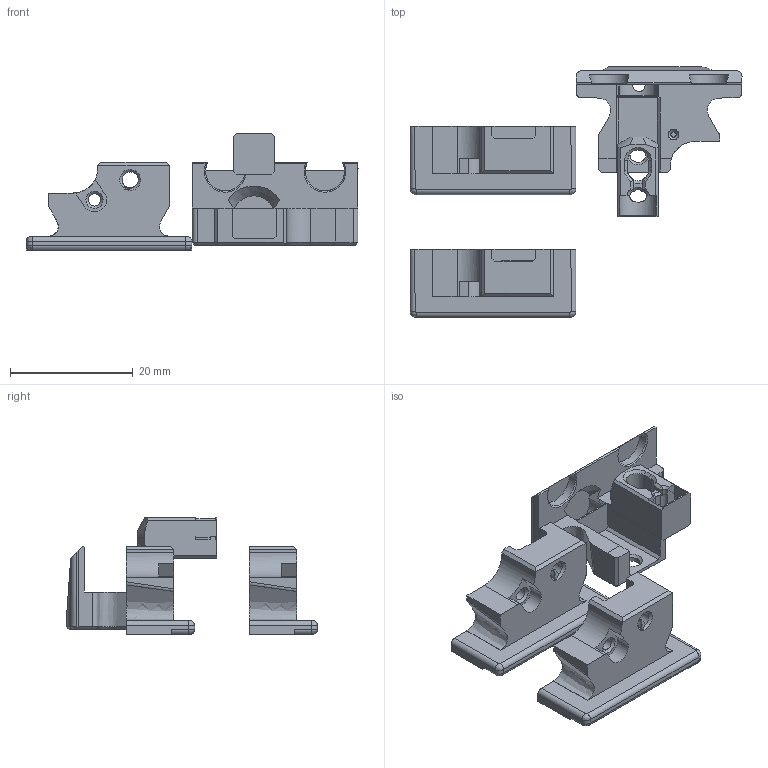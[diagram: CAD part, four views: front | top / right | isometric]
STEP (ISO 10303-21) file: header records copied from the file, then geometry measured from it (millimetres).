
FILE_DESCRIPTION(/* description */ (''),/* implementation_level */ '2;1');
FILE_NAME(/* name */ 'UnklickyNG_Probe_v8_WhilstinRic v50.step',/* time_stamp */ '2022-10-06T05:56:22+01:00',/* author */ (''),/* organization */ (''),/* preprocessor_version */ 'ST-DEVELOPER v19',/* originating_system */ 'Autodesk Translation Framework v11.7.0.108',/* authorisation */ '');
FILE_SCHEMA (('AUTOMOTIVE_DESIGN { 1 0 10303 214 3 1 1 }'));
Length unit declared in the file: millimetre
Products named in the file (2): UnklickyNG_Probe_v8_WhilstinRic; KlickyNG_BFP_Unklicky_WhistlinRic_Back
Assembly tree (1 placements, depth 2):
  UnklickyNG_Probe_v8_WhilstinRic
    KlickyNG_BFP_Unklicky_WhistlinRic_Back
Bounding box: 54.11 x 40.89 x 18.93 mm (x, y, z)
Volume: 5022.7 mm3; surface area: 5618.7 mm2
Topology: 4 solids, 8 shells, 444 faces, 1219 edges, 776 vertices
Faces by surface type: plane 214, bspline 106, cylinder 96, cone 24, torus 4
Full cylindrical faces by diameter (mm): 1.7 x1, 2 x3, 2.1 x2, 2.6 x3
Entity records: 26874 total; most frequent: CARTESIAN_POINT 16045, ORIENTED_EDGE 2446, DIRECTION 1976, EDGE_CURVE 1223, VERTEX_POINT 776, LINE 712, VECTOR 712, AXIS2_PLACEMENT_3D 632
